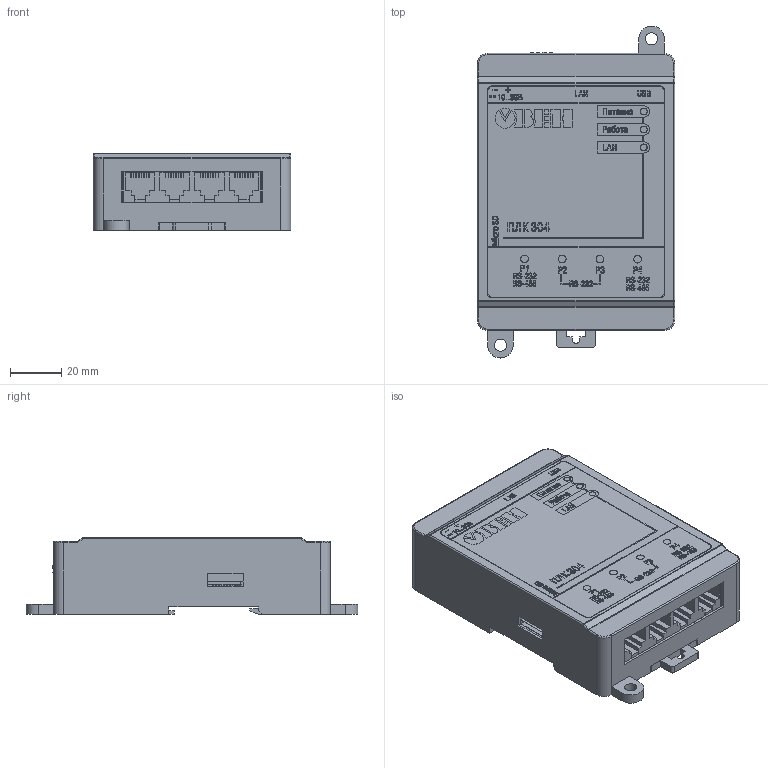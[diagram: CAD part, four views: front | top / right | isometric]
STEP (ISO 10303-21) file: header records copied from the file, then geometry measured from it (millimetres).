
FILE_DESCRIPTION (( 'STEP AP214' ), '1' );
FILE_NAME ('3D ìîäåëü ÏËÊ304.STEP', '2016-11-24T09:56:07', ( '' ), ( '' ), 'SwSTEP 2.0', 'SolidWorks 2011', '' );
FILE_SCHEMA (( 'AUTOMOTIVE_DESIGN' ));
Length unit declared in the file: millimetre
Products named in the file (10): 婰膲僗闉; Êîðïóñ ÏËÊ304_00; 3D ìîäåëü ÏËÊ304; Sim-瀁貗; Ïåðåêëþ÷àòåëü 1_2_3_4; ﾑ褪裘鵫 4; USB 2xA; PLC304_002F01M_00; Êëåììíèê 2çåë; Ethernet
Assembly tree (9 placements, depth 2):
  3D ìîäåëü ÏËÊ304
    Êîðïóñ ÏËÊ304_00
    婰膲僗闉
    Ethernet
    Êëåììíèê 2çåë
    PLC304_002F01M_00
    USB 2xA
    ﾑ褪裘鵫 4
    Ïåðåêëþ÷àòåëü 1_2_3_4
    Sim-瀁貗
Bounding box: 77 x 129.5 x 30.02 mm (x, y, z)
Volume: 214087.4 mm3; surface area: 62986.2 mm2
Topology: 12 solids, 12 shells, 2182 faces, 5757 edges, 3791 vertices
Faces by surface type: plane 1499, bspline 556, cylinder 115, torus 8, sphere 4
Entity records: 88079 total; most frequent: CARTESIAN_POINT 20466, ORIENTED_EDGE 11514, DIRECTION 8159, EDGE_CURVE 5757, VECTOR 4407, LINE 4407, VERTEX_POINT 3791, EDGE_LOOP 2382
